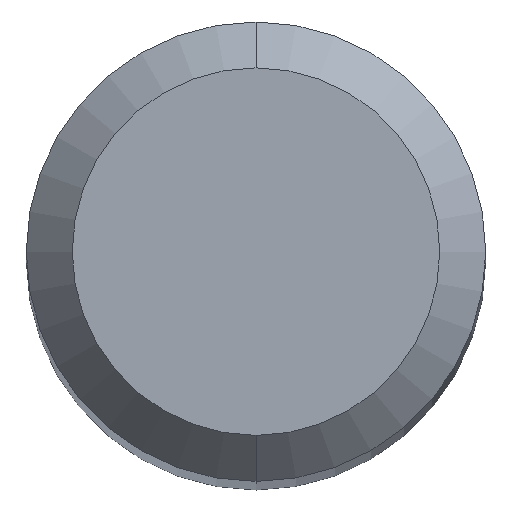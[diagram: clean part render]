
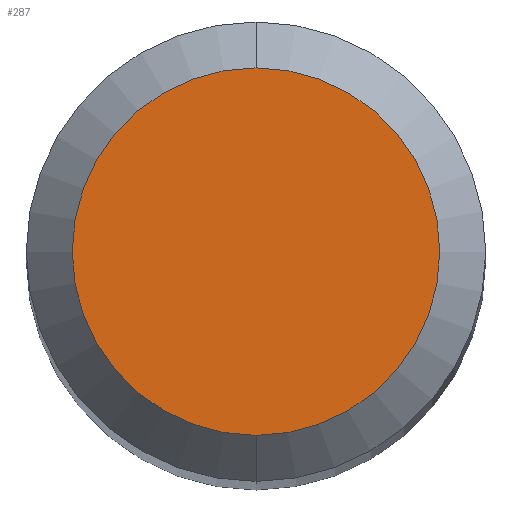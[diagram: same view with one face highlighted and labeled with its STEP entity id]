
A CAD part, top view. The second image highlights one B-rep face of the part: STEP entity #287.
In plain terms, the highlighted planar face has unit normal (0, 0, 1).
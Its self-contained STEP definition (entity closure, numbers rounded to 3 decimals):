
#205=EDGE_CURVE('',#213,#341,#502,.T.);
#213=VERTEX_POINT('',#510);
#287=ADVANCED_FACE('',(#590),#591,.T.);
#341=VERTEX_POINT('',#656);
#417=EDGE_CURVE('',#341,#213,#735,.T.);
#502=CIRCLE('',#884,1.2);
#510=CARTESIAN_POINT('',(0.,-1.2,0.0));
#590=FACE_OUTER_BOUND('',#1081,.T.);
#591=PLANE('',#1082);
#656=CARTESIAN_POINT('',(0.0,1.2,0.0));
#735=CIRCLE('',#1337,1.2);
#884=AXIS2_PLACEMENT_3D('',#1436,#1437,#1438);
#1081=EDGE_LOOP('',(#1526,#1527));
#1082=AXIS2_PLACEMENT_3D('',#1528,#1529,#1530);
#1337=AXIS2_PLACEMENT_3D('',#1698,#1699,#1700);
#1436=CARTESIAN_POINT('',(0.0,0.0,0.0));
#1437=DIRECTION('',(0.0,0.0,-1.0));
#1438=DIRECTION('',(0.0,1.0,0.0));
#1526=ORIENTED_EDGE('',*,*,#417,.F.);
#1527=ORIENTED_EDGE('',*,*,#205,.F.);
#1528=CARTESIAN_POINT('',(0.0,0.6,0.0));
#1529=DIRECTION('',(-0.0,0.0,1.0));
#1530=DIRECTION('',(0.0,-1.0,0.0));
#1698=CARTESIAN_POINT('',(0.0,0.0,0.0));
#1699=DIRECTION('',(0.0,0.0,-1.0));
#1700=DIRECTION('',(0.0,1.0,0.0));
